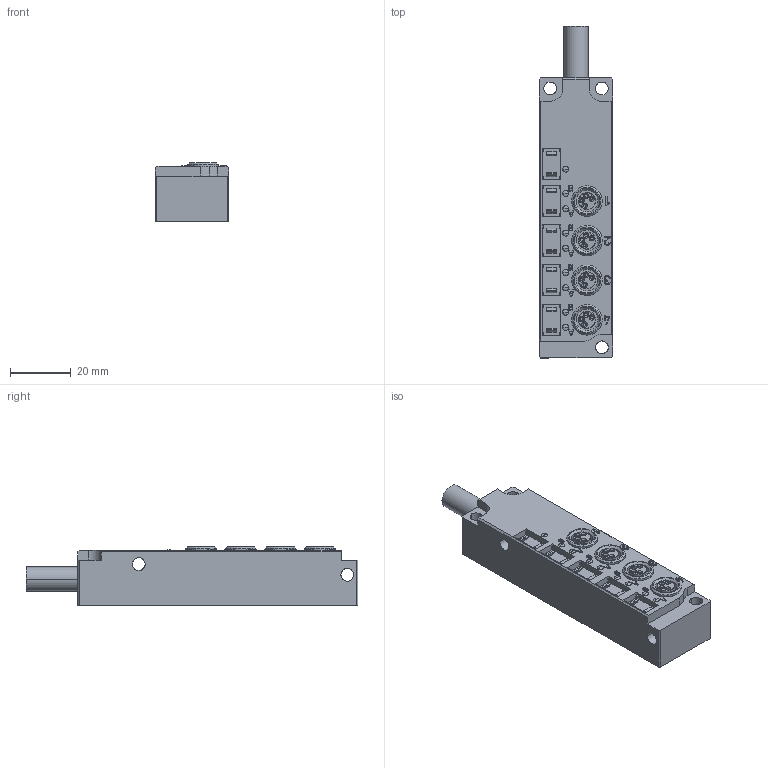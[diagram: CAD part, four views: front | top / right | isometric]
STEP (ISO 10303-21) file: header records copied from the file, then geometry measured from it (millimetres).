
FILE_DESCRIPTION(('CATIA V5 STEP Exchange','CAx-IF Rec.Pracs.--- Model Styling and Organization---1.4--- 2014-01-23'),'2;1');
FILE_NAME ('023824-2_2', '2023-06-07T06:54:30+00:00', ('none'), ('Weidmueller'), 'CATIA Version 5-6 Release 2016 SP3 HF44', 'CATIA V5 STEP AP214', 'none');
FILE_SCHEMA(('AUTOMOTIVE_DESIGN { 1 0 10303 214 1 1 1 1 }'));
Length unit declared in the file: millimetre
Products named in the file (1): 1849690000
Bounding box: 24 x 109 x 19.2 mm (x, y, z)
Volume: 38041.6 mm3; surface area: 12090.2 mm2
Topology: 17 solids, 19 shells, 880 faces, 2359 edges, 1564 vertices
Faces by surface type: plane 437, cylinder 166, bspline 127, cone 100, torus 32, sphere 18
Entity records: 29119 total; most frequent: CARTESIAN_POINT 9200, ORIENTED_EDGE 4710, DIRECTION 2926, EDGE_CURVE 2355, VERTEX_POINT 1564, AXIS2_PLACEMENT_3D 1139, VECTOR 1074, LINE 1074
